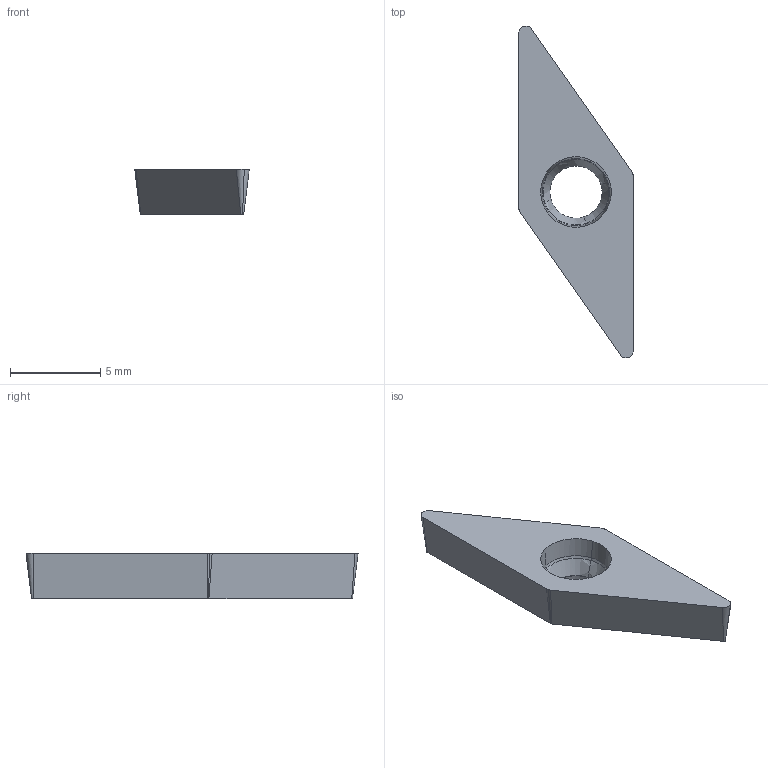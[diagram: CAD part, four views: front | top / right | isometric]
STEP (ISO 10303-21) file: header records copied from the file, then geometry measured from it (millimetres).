
FILE_DESCRIPTION(/* description */ (''),/* implementation_level */ '2;1');
FILE_NAME(/* name */ 'aaa339149_a.stp',/* time_stamp */ '2019-09-23T15:12:40+02:00',/* author */ (''),/* organization */ ('SMS'),/* preprocessor_version */ 'ST-DEVELOPER v16.7',/* originating_system */ 'SIEMENS PLM Software NX 12.0',/* authorisation */ '');
FILE_SCHEMA (('AUTOMOTIVE_DESIGN { 1 0 10303 214 3 1 1 1 }'));
Length unit declared in the file: millimetre
Products named in the file (1): AAA339149_A
Bounding box: 6.35 x 18.42 x 2.51 mm (x, y, z)
Volume: 135.2 mm3; surface area: 238.5 mm2
Topology: 1 solids, 1 shells, 34 faces, 79 edges, 49 vertices
Faces by surface type: bspline 20, revolution 8, plane 6
Entity records: 3794 total; most frequent: CARTESIAN_POINT 3087, ORIENTED_EDGE 156, DIRECTION 86, EDGE_CURVE 78, VERTEX_POINT 46, B_SPLINE_CURVE_WITH_KNOTS 45, EDGE_LOOP 36, ADVANCED_FACE 34
